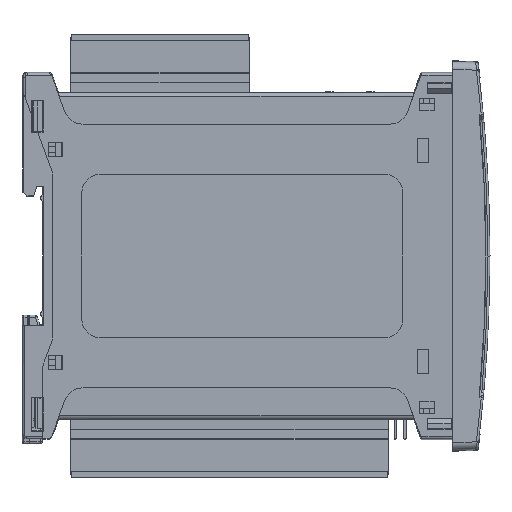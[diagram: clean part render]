
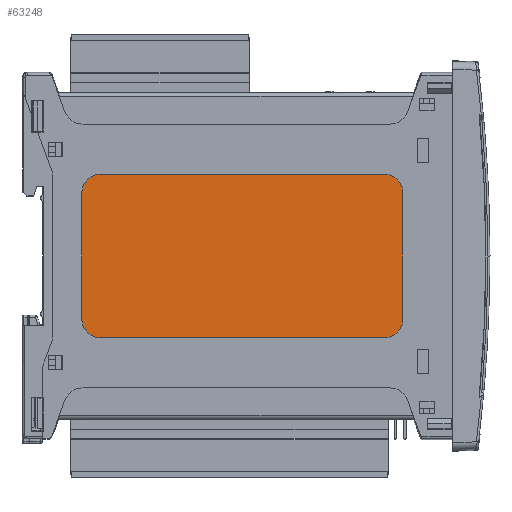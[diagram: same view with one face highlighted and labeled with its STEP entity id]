
A CAD part, front view. The second image highlights one B-rep face of the part: STEP entity #63248.
In plain terms, the highlighted planar face has unit normal (0, -1, 0).
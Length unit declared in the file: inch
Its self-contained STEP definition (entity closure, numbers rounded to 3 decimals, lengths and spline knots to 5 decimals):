
#1465 = DIRECTION ( 'NONE',  ( -1., 0., 0. ) ) ;
#2282 = VERTEX_POINT ( 'NONE', #7165 ) ;
#3522 = CARTESIAN_POINT ( 'NONE',  ( 0.7912, 0.00794, -0.82635 ) ) ;
#7165 = CARTESIAN_POINT ( 'NONE',  ( 0.59435, 0.00794, 0.6295 ) ) ;
#20305 = AXIS2_PLACEMENT_3D ( 'NONE', #106407, #27731, #168802 ) ;
#21671 = EDGE_CURVE ( 'NONE', #39960, #2282, #141025, .T. ) ;
#22780 = EDGE_CURVE ( 'NONE', #188806, #162805, #123008, .T. ) ;
#23966 = LINE ( 'NONE', #55593, #59756 ) ;
#27731 = DIRECTION ( 'NONE',  ( 0., 1., 0. ) ) ;
#27976 = DIRECTION ( 'NONE',  ( 0., 0., -1. ) ) ;
#29115 = EDGE_CURVE ( 'NONE', #200611, #191170, #184337, .T. ) ;
#30694 = EDGE_CURVE ( 'NONE', #162805, #200611, #99150, .T. ) ;
#31242 = DIRECTION ( 'NONE',  ( -1., 0., 0. ) ) ;
#31490 = CARTESIAN_POINT ( 'NONE',  ( 3.63646, 0.00794, 0.6295 ) ) ;
#31700 = CARTESIAN_POINT ( 'NONE',  ( 3.63646, 0.00794, -0.82635 ) ) ;
#32735 = EDGE_CURVE ( 'NONE', #191170, #64931, #187266, .T. ) ;
#39960 = VERTEX_POINT ( 'NONE', #142330 ) ;
#43014 = FACE_OUTER_BOUND ( 'NONE', #75041, .T. ) ;
#43502 = AXIS2_PLACEMENT_3D ( 'NONE', #108443, #93118, #155523 ) ;
#46407 = DIRECTION ( 'NONE',  ( 0., -1., 0. ) ) ;
#48387 = ORIENTED_EDGE ( 'NONE', *, *, #29115, .T. ) ;
#48998 = DIRECTION ( 'NONE',  ( -1., 0., 0. ) ) ;
#52871 = VECTOR ( 'NONE', #138364, 39.37008 ) ;
#53805 = CARTESIAN_POINT ( 'NONE',  ( 3.83332, 0.00794, 0.6295 ) ) ;
#55593 = CARTESIAN_POINT ( 'NONE',  ( 0.59435, 0.00794, 0.82635 ) ) ;
#59756 = VECTOR ( 'NONE', #27976, 39.37008 ) ;
#62867 = CARTESIAN_POINT ( 'NONE',  ( 0.59435, 0.00794, -0.6295 ) ) ;
#63172 = DIRECTION ( 'NONE',  ( 0., -1., 0. ) ) ;
#63248 = ADVANCED_FACE ( 'NONE', ( #43014 ), #167810, .F. ) ;
#64879 = ORIENTED_EDGE ( 'NONE', *, *, #149964, .T. ) ;
#64931 = VERTEX_POINT ( 'NONE', #123361 ) ;
#66747 = ORIENTED_EDGE ( 'NONE', *, *, #22780, .T. ) ;
#74069 = VERTEX_POINT ( 'NONE', #62867 ) ;
#75041 = EDGE_LOOP ( 'NONE', ( #64879, #91816, #66747, #129960, #48387, #200015, #144796, #197602 ) ) ;
#79033 = CIRCLE ( 'NONE', #193291, 0.19685 ) ;
#91816 = ORIENTED_EDGE ( 'NONE', *, *, #139017, .T. ) ;
#92635 = CARTESIAN_POINT ( 'NONE',  ( 3.83332, 0.00794, 0.82635 ) ) ;
#93118 = DIRECTION ( 'NONE',  ( 0., -1., 0. ) ) ;
#99150 = CIRCLE ( 'NONE', #43502, 0.19685 ) ;
#106407 = CARTESIAN_POINT ( 'NONE',  ( 0.59435, 0.00794, -0.82635 ) ) ;
#107653 = DIRECTION ( 'NONE',  ( 1., 0., 0. ) ) ;
#108443 = CARTESIAN_POINT ( 'NONE',  ( 3.63646, 0.00794, -0.6295 ) ) ;
#111666 = AXIS2_PLACEMENT_3D ( 'NONE', #189102, #186087, #48998 ) ;
#121736 = VECTOR ( 'NONE', #107653, 39.37008 ) ;
#123008 = LINE ( 'NONE', #171061, #121736 ) ;
#123361 = CARTESIAN_POINT ( 'NONE',  ( 3.63646, 0.00794, 0.82635 ) ) ;
#124000 = CARTESIAN_POINT ( 'NONE',  ( 3.83332, 0.00794, 0.82635 ) ) ;
#129960 = ORIENTED_EDGE ( 'NONE', *, *, #30694, .T. ) ;
#138364 = DIRECTION ( 'NONE',  ( 0., 0., 1. ) ) ;
#138468 = VECTOR ( 'NONE', #31242, 39.37008 ) ;
#139017 = EDGE_CURVE ( 'NONE', #74069, #188806, #79033, .T. ) ;
#141025 = CIRCLE ( 'NONE', #111666, 0.19685 ) ;
#141727 = EDGE_CURVE ( 'NONE', #64931, #39960, #184632, .T. ) ;
#142330 = CARTESIAN_POINT ( 'NONE',  ( 0.7912, 0.00794, 0.82635 ) ) ;
#144796 = ORIENTED_EDGE ( 'NONE', *, *, #141727, .T. ) ;
#149964 = EDGE_CURVE ( 'NONE', #2282, #74069, #23966, .T. ) ;
#155523 = DIRECTION ( 'NONE',  ( -1., 0., 0. ) ) ;
#161191 = AXIS2_PLACEMENT_3D ( 'NONE', #31490, #63172, #189927 ) ;
#162805 = VERTEX_POINT ( 'NONE', #31700 ) ;
#167810 = PLANE ( 'NONE',  #20305 ) ;
#168802 = DIRECTION ( 'NONE',  ( -1., 0., 0. ) ) ;
#171061 = CARTESIAN_POINT ( 'NONE',  ( 3.83332, 0.00794, -0.82635 ) ) ;
#184337 = LINE ( 'NONE', #124000, #52871 ) ;
#184632 = LINE ( 'NONE', #92635, #138468 ) ;
#186087 = DIRECTION ( 'NONE',  ( 0., -1., 0. ) ) ;
#186521 = CARTESIAN_POINT ( 'NONE',  ( 0.7912, 0.00794, -0.6295 ) ) ;
#187266 = CIRCLE ( 'NONE', #161191, 0.19685 ) ;
#188806 = VERTEX_POINT ( 'NONE', #3522 ) ;
#189102 = CARTESIAN_POINT ( 'NONE',  ( 0.7912, 0.00794, 0.6295 ) ) ;
#189927 = DIRECTION ( 'NONE',  ( -1., 0., 0. ) ) ;
#191170 = VERTEX_POINT ( 'NONE', #53805 ) ;
#193291 = AXIS2_PLACEMENT_3D ( 'NONE', #186521, #46407, #1465 ) ;
#197602 = ORIENTED_EDGE ( 'NONE', *, *, #21671, .T. ) ;
#200015 = ORIENTED_EDGE ( 'NONE', *, *, #32735, .T. ) ;
#200436 = CARTESIAN_POINT ( 'NONE',  ( 3.83332, 0.00794, -0.6295 ) ) ;
#200611 = VERTEX_POINT ( 'NONE', #200436 ) ;
